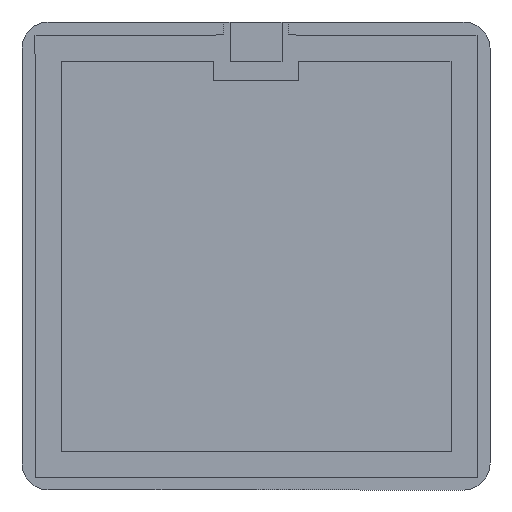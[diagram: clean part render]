
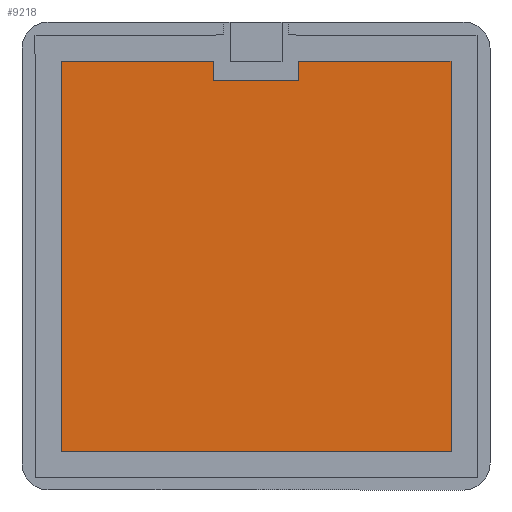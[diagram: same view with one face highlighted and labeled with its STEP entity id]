
A CAD part, front view. The second image highlights one B-rep face of the part: STEP entity #9218.
In plain terms, the highlighted planar face has unit normal (0, -1, 0).
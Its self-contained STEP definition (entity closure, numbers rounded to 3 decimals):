
#174 = ORIENTED_EDGE ( 'NONE', *, *, #4080, .T. ) ;
#863 = FACE_OUTER_BOUND ( 'NONE', #10691, .T. ) ;
#1151 = EDGE_CURVE ( 'NONE', #12792, #1613, #4540, .T. ) ;
#1182 = VECTOR ( 'NONE', #4566, 1000. ) ;
#1305 = LINE ( 'NONE', #4469, #6672 ) ;
#1613 = VERTEX_POINT ( 'NONE', #7119 ) ;
#1696 = VECTOR ( 'NONE', #9424, 1000. ) ;
#2039 = EDGE_CURVE ( 'NONE', #8422, #7159, #5698, .T. ) ;
#2227 = VECTOR ( 'NONE', #12362, 1000. ) ;
#2387 = CARTESIAN_POINT ( 'NONE',  ( -7.5, -0.02, -7.5 ) ) ;
#2654 = DIRECTION ( 'NONE',  ( 1., 0., 0. ) ) ;
#2738 = CARTESIAN_POINT ( 'NONE',  ( 0., -0.02, 0. ) ) ;
#2829 = CARTESIAN_POINT ( 'NONE',  ( 0., -0.02, 7.5 ) ) ;
#2848 = VECTOR ( 'NONE', #5896, 1000. ) ;
#3173 = VECTOR ( 'NONE', #8493, 1000. ) ;
#3322 = VERTEX_POINT ( 'NONE', #8401 ) ;
#3629 = CARTESIAN_POINT ( 'NONE',  ( 0., -0.02, -7.5 ) ) ;
#3664 = AXIS2_PLACEMENT_3D ( 'NONE', #2738, #5986, #13452 ) ;
#3729 = EDGE_CURVE ( 'NONE', #3322, #7987, #4023, .T. ) ;
#3881 = CARTESIAN_POINT ( 'NONE',  ( -1.65, -0.02, 6.75 ) ) ;
#4023 = LINE ( 'NONE', #13101, #1182 ) ;
#4080 = EDGE_CURVE ( 'NONE', #7987, #13309, #8563, .T. ) ;
#4420 = DIRECTION ( 'NONE',  ( 0., 0., 1. ) ) ;
#4469 = CARTESIAN_POINT ( 'NONE',  ( 1.65, -0.02, 0. ) ) ;
#4540 = LINE ( 'NONE', #7270, #1696 ) ;
#4566 = DIRECTION ( 'NONE',  ( -1., 0., 0. ) ) ;
#4771 = CARTESIAN_POINT ( 'NONE',  ( -7.5, -0.02, 0. ) ) ;
#4990 = DIRECTION ( 'NONE',  ( 0., 0., -1. ) ) ;
#5096 = LINE ( 'NONE', #11385, #5426 ) ;
#5100 = ORIENTED_EDGE ( 'NONE', *, *, #2039, .T. ) ;
#5426 = VECTOR ( 'NONE', #4990, 1000. ) ;
#5644 = EDGE_CURVE ( 'NONE', #3322, #12792, #1305, .T. ) ;
#5698 = LINE ( 'NONE', #4771, #2848 ) ;
#5806 = ORIENTED_EDGE ( 'NONE', *, *, #1151, .F. ) ;
#5896 = DIRECTION ( 'NONE',  ( 0., 0., -1. ) ) ;
#5986 = DIRECTION ( 'NONE',  ( 0., -1., 0. ) ) ;
#6323 = VECTOR ( 'NONE', #2654, 1000. ) ;
#6484 = ORIENTED_EDGE ( 'NONE', *, *, #5644, .F. ) ;
#6672 = VECTOR ( 'NONE', #4420, 1000. ) ;
#7119 = CARTESIAN_POINT ( 'NONE',  ( 7.5, -0.02, 7.5 ) ) ;
#7159 = VERTEX_POINT ( 'NONE', #2387 ) ;
#7195 = ORIENTED_EDGE ( 'NONE', *, *, #7531, .F. ) ;
#7270 = CARTESIAN_POINT ( 'NONE',  ( 0., -0.02, 7.5 ) ) ;
#7526 = EDGE_CURVE ( 'NONE', #1613, #10769, #5096, .T. ) ;
#7531 = EDGE_CURVE ( 'NONE', #8422, #13309, #8302, .T. ) ;
#7933 = CARTESIAN_POINT ( 'NONE',  ( -1.65, -0.02, 7.5 ) ) ;
#7987 = VERTEX_POINT ( 'NONE', #3881 ) ;
#8302 = LINE ( 'NONE', #2829, #2227 ) ;
#8401 = CARTESIAN_POINT ( 'NONE',  ( 1.65, -0.02, 6.75 ) ) ;
#8422 = VERTEX_POINT ( 'NONE', #9051 ) ;
#8452 = CARTESIAN_POINT ( 'NONE',  ( -1.65, -0.02, 0. ) ) ;
#8493 = DIRECTION ( 'NONE',  ( 0., 0., 1. ) ) ;
#8563 = LINE ( 'NONE', #8452, #3173 ) ;
#9051 = CARTESIAN_POINT ( 'NONE',  ( -7.5, -0.02, 7.5 ) ) ;
#9182 = ORIENTED_EDGE ( 'NONE', *, *, #10974, .T. ) ;
#9218 = ADVANCED_FACE ( 'NONE', ( #863 ), #12361, .T. ) ;
#9424 = DIRECTION ( 'NONE',  ( 1., 0., 0. ) ) ;
#9685 = ORIENTED_EDGE ( 'NONE', *, *, #7526, .F. ) ;
#10691 = EDGE_LOOP ( 'NONE', ( #10937, #174, #7195, #5100, #9182, #9685, #5806, #6484 ) ) ;
#10769 = VERTEX_POINT ( 'NONE', #11500 ) ;
#10937 = ORIENTED_EDGE ( 'NONE', *, *, #3729, .T. ) ;
#10974 = EDGE_CURVE ( 'NONE', #7159, #10769, #11656, .T. ) ;
#11385 = CARTESIAN_POINT ( 'NONE',  ( 7.5, -0.02, 0. ) ) ;
#11500 = CARTESIAN_POINT ( 'NONE',  ( 7.5, -0.02, -7.5 ) ) ;
#11656 = LINE ( 'NONE', #3629, #6323 ) ;
#12361 = PLANE ( 'NONE',  #3664 ) ;
#12362 = DIRECTION ( 'NONE',  ( 1., 0., 0. ) ) ;
#12792 = VERTEX_POINT ( 'NONE', #13152 ) ;
#13101 = CARTESIAN_POINT ( 'NONE',  ( 0., -0.02, 6.75 ) ) ;
#13152 = CARTESIAN_POINT ( 'NONE',  ( 1.65, -0.02, 7.5 ) ) ;
#13309 = VERTEX_POINT ( 'NONE', #7933 ) ;
#13452 = DIRECTION ( 'NONE',  ( 0., 0., -1. ) ) ;
